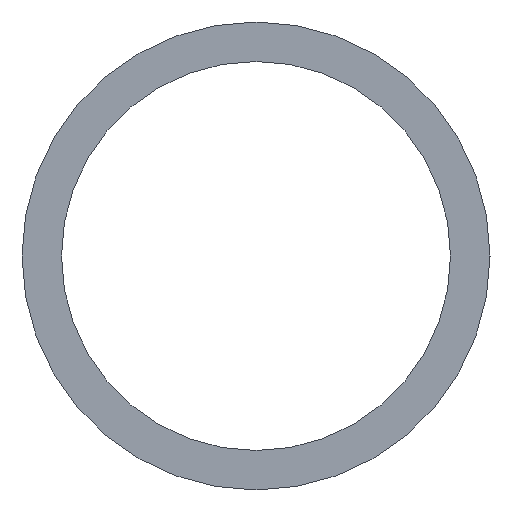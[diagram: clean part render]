
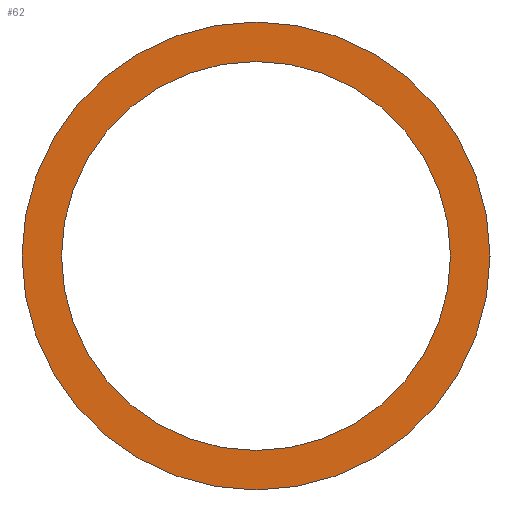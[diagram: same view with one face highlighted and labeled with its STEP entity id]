
A CAD part, left-side view. The second image highlights one B-rep face of the part: STEP entity #62.
In plain terms, the highlighted planar face has unit normal (-1, 0, 0).
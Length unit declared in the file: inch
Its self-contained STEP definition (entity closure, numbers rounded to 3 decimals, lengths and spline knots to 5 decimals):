
#15=PLANE('',#90);
#19=FACE_BOUND('',#31,.T.);
#23=FACE_OUTER_BOUND('',#30,.T.);
#30=EDGE_LOOP('',(#50));
#31=EDGE_LOOP('',(#51));
#32=CIRCLE('',#84,0.83);
#34=CIRCLE('',#87,0.69);
#36=VERTEX_POINT('',#111);
#38=VERTEX_POINT('',#116);
#40=EDGE_CURVE('',#36,#36,#32,.T.);
#42=EDGE_CURVE('',#38,#38,#34,.T.);
#50=ORIENTED_EDGE('',*,*,#40,.F.);
#51=ORIENTED_EDGE('',*,*,#42,.F.);
#62=ADVANCED_FACE('',(#23,#19),#15,.F.);
#84=AXIS2_PLACEMENT_3D('',#112,#95,#96);
#87=AXIS2_PLACEMENT_3D('',#117,#101,#102);
#90=AXIS2_PLACEMENT_3D('',#121,#107,#108);
#95=DIRECTION('center_axis',(1.,0.,0.));
#96=DIRECTION('ref_axis',(0.,0.,-1.));
#101=DIRECTION('center_axis',(-1.,0.,0.));
#102=DIRECTION('ref_axis',(0.,0.,-1.));
#107=DIRECTION('center_axis',(1.,0.,0.));
#108=DIRECTION('ref_axis',(0.,0.,-1.));
#111=CARTESIAN_POINT('',(-18.125,1.125,76.295));
#112=CARTESIAN_POINT('Origin',(-18.125,1.125,77.125));
#116=CARTESIAN_POINT('',(-18.125,1.125,76.435));
#117=CARTESIAN_POINT('Origin',(-18.125,1.125,77.125));
#121=CARTESIAN_POINT('Origin',(-18.125,1.125,39.125));
